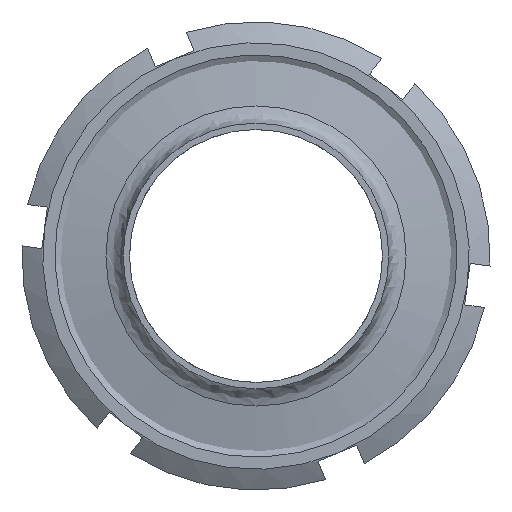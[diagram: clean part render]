
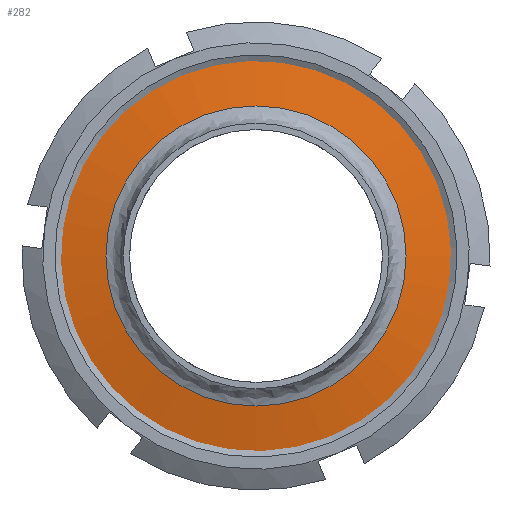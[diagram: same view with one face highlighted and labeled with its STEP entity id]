
A CAD part, left-side view. The second image highlights one B-rep face of the part: STEP entity #282.
In plain terms, the highlighted conical face has half-angle 80 degrees and reference radius 41.691 mm.
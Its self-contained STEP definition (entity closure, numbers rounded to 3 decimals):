
#140=CARTESIAN_POINT('',(-16.,47.5,0.0));
#141=VERTEX_POINT('',#140);
#142=CARTESIAN_POINT('',(-16.,0.,0.0));
#143=DIRECTION('',(1.0,0.0,0.0));
#144=DIRECTION('',(0.0,1.0,0.0));
#145=AXIS2_PLACEMENT_3D('',#142,#143,#144);
#146=CIRCLE('',#145,47.5);
#147=EDGE_CURVE('',#141,#141,#146,.T.);
#256=CARTESIAN_POINT('',(-18.049,35.882,0.0));
#257=VERTEX_POINT('',#256);
#258=CARTESIAN_POINT('',(-18.049,0.,0.0));
#259=DIRECTION('',(1.0,0.0,0.0));
#260=DIRECTION('',(0.0,1.0,0.0));
#261=AXIS2_PLACEMENT_3D('',#258,#259,#260);
#262=CIRCLE('',#261,35.882);
#263=EDGE_CURVE('',#257,#257,#262,.T.);
#271=CARTESIAN_POINT('',(-17.024,0.,0.0));
#272=DIRECTION('',(1.0,0.,0.0));
#273=DIRECTION('',(0.0,1.0,0.0));
#274=AXIS2_PLACEMENT_3D('',#271,#272,#273);
#275=CONICAL_SURFACE('',#274,41.691,80.);
#276=ORIENTED_EDGE('',*,*,#147,.F.);
#277=EDGE_LOOP('',(#276));
#278=FACE_OUTER_BOUND('',#277,.T.);
#279=ORIENTED_EDGE('',*,*,#263,.T.);
#280=EDGE_LOOP('',(#279));
#281=FACE_BOUND('',#280,.T.);
#282=ADVANCED_FACE('',(#278,#281),#275,.T.);
